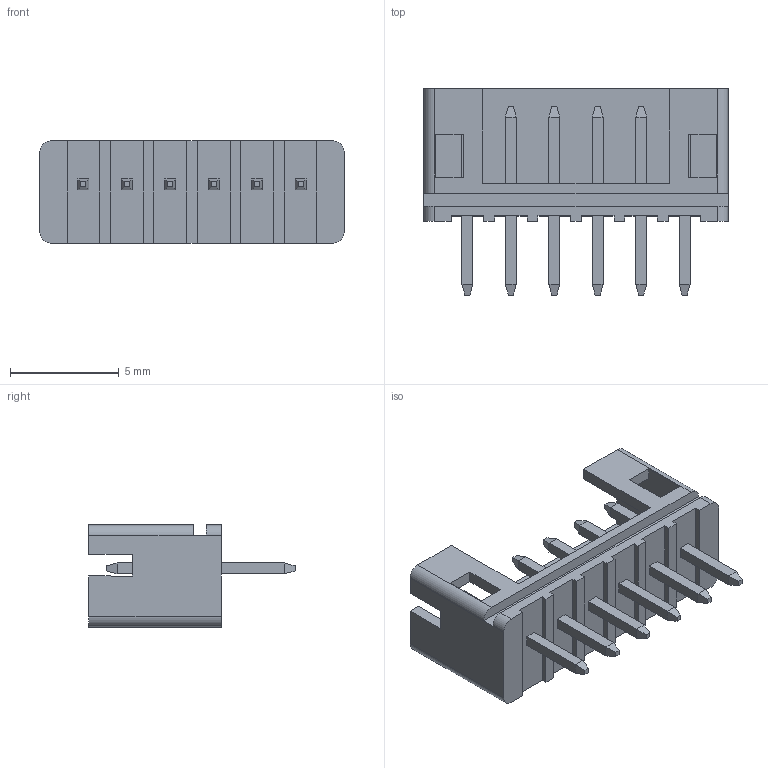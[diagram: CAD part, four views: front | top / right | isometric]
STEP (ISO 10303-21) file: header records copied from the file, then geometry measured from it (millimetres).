
FILE_DESCRIPTION (( 'STEP AP203' ), '1' );
FILE_NAME ('140-506-415-101.STEP', '2020-09-25T11:16:45', ( '' ), ( '' ), 'SwSTEP 2.0', 'SolidWorks 2020', '' );
FILE_SCHEMA (( 'CONFIG_CONTROL_DESIGN' ));
Length unit declared in the file: millimetre
Products named in the file (3): V LI Contact_Str; V LI Housing_506; 140-506-415-101
Assembly tree (7 placements, depth 2):
  140-506-415-101
    V LI Housing_506
    V LI Contact_Str  x6
Bounding box: 14 x 9.5 x 4.7 mm (x, y, z)
Volume: 157 mm3; surface area: 576.3 mm2
Topology: 7 solids, 7 shells, 172 faces, 428 edges, 268 vertices
Faces by surface type: plane 166, cylinder 6
Entity records: 3725 total; most frequent: CARTESIAN_POINT 588, ORIENTED_EDGE 576, DIRECTION 524, EDGE_CURVE 288, VECTOR 276, LINE 276, VERTEX_POINT 188, AXIS2_PLACEMENT_3D 124
